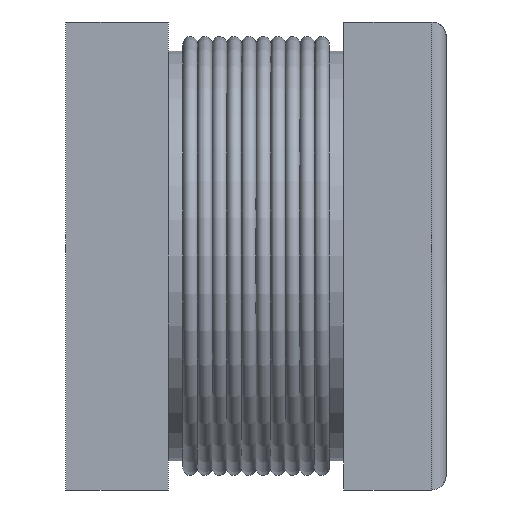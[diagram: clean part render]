
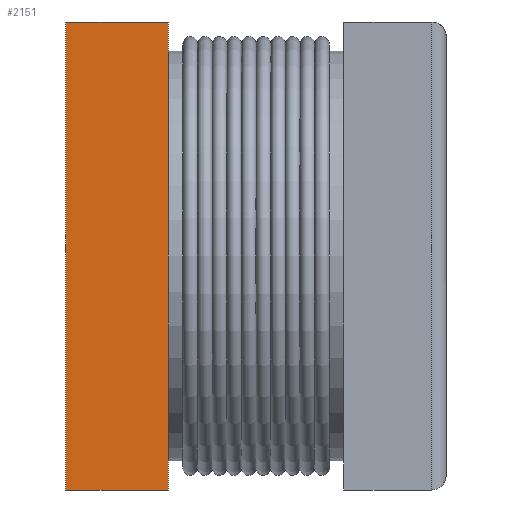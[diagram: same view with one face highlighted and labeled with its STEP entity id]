
A CAD part, left-side view. The second image highlights one B-rep face of the part: STEP entity #2151.
In plain terms, the highlighted planar face has unit normal (-1, 0, 0).
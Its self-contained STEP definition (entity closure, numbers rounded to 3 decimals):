
#1885 = VERTEX_POINT('',#1886);
#1886 = CARTESIAN_POINT('',(-1.85,1.8,-1.6));
#1895 = PLANE('',#1896);
#1896 = AXIS2_PLACEMENT_3D('',#1897,#1898,#1899);
#1897 = CARTESIAN_POINT('',(0.,1.8,0.));
#1898 = DIRECTION('',(0.,1.,0.));
#1899 = DIRECTION('',(0.,-0.,1.));
#1907 = PLANE('',#1908);
#1908 = AXIS2_PLACEMENT_3D('',#1909,#1910,#1911);
#1909 = CARTESIAN_POINT('',(1.85,1.8,-1.6));
#1910 = DIRECTION('',(0.,0.,-1.));
#1911 = DIRECTION('',(-1.,0.,0.));
#1948 = VERTEX_POINT('',#1949);
#1949 = CARTESIAN_POINT('',(-1.85,1.8,1.6));
#1963 = PLANE('',#1964);
#1964 = AXIS2_PLACEMENT_3D('',#1965,#1966,#1967);
#1965 = CARTESIAN_POINT('',(-1.85,1.8,1.6));
#1966 = DIRECTION('',(0.,0.,1.));
#1967 = DIRECTION('',(1.,0.,-0.));
#1975 = EDGE_CURVE('',#1948,#1885,#1976,.T.);
#1976 = SURFACE_CURVE('',#1977,(#1981,#1988),.PCURVE_S1.);
#1977 = LINE('',#1978,#1979);
#1978 = CARTESIAN_POINT('',(-1.85,1.8,1.6));
#1979 = VECTOR('',#1980,1.);
#1980 = DIRECTION('',(0.,0.,-1.));
#1981 = PCURVE('',#1895,#1982);
#1982 = DEFINITIONAL_REPRESENTATION('',(#1983),#1987);
#1983 = LINE('',#1984,#1985);
#1984 = CARTESIAN_POINT('',(1.6,-1.85));
#1985 = VECTOR('',#1986,1.);
#1986 = DIRECTION('',(-1.,0.));
#1987 = ( GEOMETRIC_REPRESENTATION_CONTEXT(2) 
PARAMETRIC_REPRESENTATION_CONTEXT() REPRESENTATION_CONTEXT('2D SPACE',''
  ) );
#1988 = PCURVE('',#1989,#1994);
#1989 = PLANE('',#1990);
#1990 = AXIS2_PLACEMENT_3D('',#1991,#1992,#1993);
#1991 = CARTESIAN_POINT('',(-1.85,1.8,-1.6));
#1992 = DIRECTION('',(-1.,0.,0.));
#1993 = DIRECTION('',(0.,0.,1.));
#1994 = DEFINITIONAL_REPRESENTATION('',(#1995),#1999);
#1995 = LINE('',#1996,#1997);
#1996 = CARTESIAN_POINT('',(3.2,0.));
#1997 = VECTOR('',#1998,1.);
#1998 = DIRECTION('',(-1.,0.));
#1999 = ( GEOMETRIC_REPRESENTATION_CONTEXT(2) 
PARAMETRIC_REPRESENTATION_CONTEXT() REPRESENTATION_CONTEXT('2D SPACE',''
  ) );
#2070 = PLANE('',#2071);
#2071 = AXIS2_PLACEMENT_3D('',#2072,#2073,#2074);
#2072 = CARTESIAN_POINT('',(0.,2.5,0.));
#2073 = DIRECTION('',(0.,1.,0.));
#2074 = DIRECTION('',(0.,-0.,1.));
#2109 = VERTEX_POINT('',#2110);
#2110 = CARTESIAN_POINT('',(-1.85,2.5,1.6));
#2131 = EDGE_CURVE('',#1948,#2109,#2132,.T.);
#2132 = SURFACE_CURVE('',#2133,(#2137,#2144),.PCURVE_S1.);
#2133 = LINE('',#2134,#2135);
#2134 = CARTESIAN_POINT('',(-1.85,1.8,1.6));
#2135 = VECTOR('',#2136,1.);
#2136 = DIRECTION('',(0.,1.,0.));
#2137 = PCURVE('',#1963,#2138);
#2138 = DEFINITIONAL_REPRESENTATION('',(#2139),#2143);
#2139 = LINE('',#2140,#2141);
#2140 = CARTESIAN_POINT('',(0.,0.));
#2141 = VECTOR('',#2142,1.);
#2142 = DIRECTION('',(0.,1.));
#2143 = ( GEOMETRIC_REPRESENTATION_CONTEXT(2) 
PARAMETRIC_REPRESENTATION_CONTEXT() REPRESENTATION_CONTEXT('2D SPACE',''
  ) );
#2144 = PCURVE('',#1989,#2145);
#2145 = DEFINITIONAL_REPRESENTATION('',(#2146),#2150);
#2146 = LINE('',#2147,#2148);
#2147 = CARTESIAN_POINT('',(3.2,0.));
#2148 = VECTOR('',#2149,1.);
#2149 = DIRECTION('',(0.,1.));
#2150 = ( GEOMETRIC_REPRESENTATION_CONTEXT(2) 
PARAMETRIC_REPRESENTATION_CONTEXT() REPRESENTATION_CONTEXT('2D SPACE',''
  ) );
#2151 = ADVANCED_FACE('',(#2152),#1989,.T.);
#2152 = FACE_BOUND('',#2153,.T.);
#2153 = EDGE_LOOP('',(#2154,#2155,#2156,#2179));
#2154 = ORIENTED_EDGE('',*,*,#1975,.F.);
#2155 = ORIENTED_EDGE('',*,*,#2131,.T.);
#2156 = ORIENTED_EDGE('',*,*,#2157,.F.);
#2157 = EDGE_CURVE('',#2158,#2109,#2160,.T.);
#2158 = VERTEX_POINT('',#2159);
#2159 = CARTESIAN_POINT('',(-1.85,2.5,-1.6));
#2160 = SURFACE_CURVE('',#2161,(#2165,#2172),.PCURVE_S1.);
#2161 = LINE('',#2162,#2163);
#2162 = CARTESIAN_POINT('',(-1.85,2.5,1.6));
#2163 = VECTOR('',#2164,1.);
#2164 = DIRECTION('',(0.,0.,1.));
#2165 = PCURVE('',#1989,#2166);
#2166 = DEFINITIONAL_REPRESENTATION('',(#2167),#2171);
#2167 = LINE('',#2168,#2169);
#2168 = CARTESIAN_POINT('',(3.2,0.7));
#2169 = VECTOR('',#2170,1.);
#2170 = DIRECTION('',(1.,0.));
#2171 = ( GEOMETRIC_REPRESENTATION_CONTEXT(2) 
PARAMETRIC_REPRESENTATION_CONTEXT() REPRESENTATION_CONTEXT('2D SPACE',''
  ) );
#2172 = PCURVE('',#2070,#2173);
#2173 = DEFINITIONAL_REPRESENTATION('',(#2174),#2178);
#2174 = LINE('',#2175,#2176);
#2175 = CARTESIAN_POINT('',(1.6,-1.85));
#2176 = VECTOR('',#2177,1.);
#2177 = DIRECTION('',(1.,0.));
#2178 = ( GEOMETRIC_REPRESENTATION_CONTEXT(2) 
PARAMETRIC_REPRESENTATION_CONTEXT() REPRESENTATION_CONTEXT('2D SPACE',''
  ) );
#2179 = ORIENTED_EDGE('',*,*,#2180,.F.);
#2180 = EDGE_CURVE('',#1885,#2158,#2181,.T.);
#2181 = SURFACE_CURVE('',#2182,(#2186,#2193),.PCURVE_S1.);
#2182 = LINE('',#2183,#2184);
#2183 = CARTESIAN_POINT('',(-1.85,1.8,-1.6));
#2184 = VECTOR('',#2185,1.);
#2185 = DIRECTION('',(0.,1.,0.));
#2186 = PCURVE('',#1989,#2187);
#2187 = DEFINITIONAL_REPRESENTATION('',(#2188),#2192);
#2188 = LINE('',#2189,#2190);
#2189 = CARTESIAN_POINT('',(0.,0.));
#2190 = VECTOR('',#2191,1.);
#2191 = DIRECTION('',(0.,1.));
#2192 = ( GEOMETRIC_REPRESENTATION_CONTEXT(2) 
PARAMETRIC_REPRESENTATION_CONTEXT() REPRESENTATION_CONTEXT('2D SPACE',''
  ) );
#2193 = PCURVE('',#1907,#2194);
#2194 = DEFINITIONAL_REPRESENTATION('',(#2195),#2199);
#2195 = LINE('',#2196,#2197);
#2196 = CARTESIAN_POINT('',(3.7,0.));
#2197 = VECTOR('',#2198,1.);
#2198 = DIRECTION('',(0.,1.));
#2199 = ( GEOMETRIC_REPRESENTATION_CONTEXT(2) 
PARAMETRIC_REPRESENTATION_CONTEXT() REPRESENTATION_CONTEXT('2D SPACE',''
  ) );
